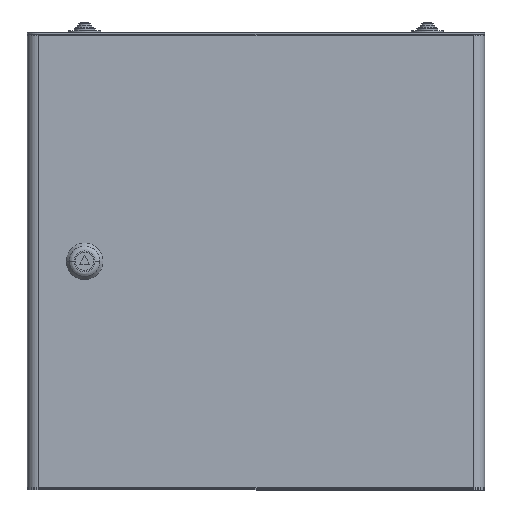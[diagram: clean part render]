
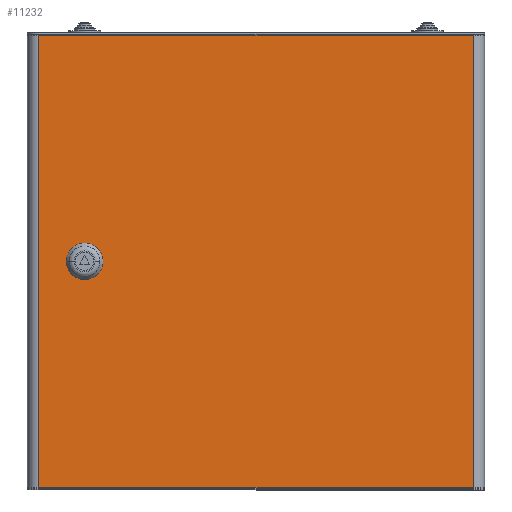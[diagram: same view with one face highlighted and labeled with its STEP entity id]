
A CAD part, top view. The second image highlights one B-rep face of the part: STEP entity #11232.
In plain terms, the highlighted planar face has unit normal (0, 0, 1).
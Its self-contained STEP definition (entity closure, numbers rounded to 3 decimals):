
#204 = EDGE_LOOP ( 'NONE', ( #13922, #7278, #8836, #3005 ) ) ;
#255 = CARTESIAN_POINT ( 'NONE',  ( -150., 198., 0. ) ) ;
#490 = VERTEX_POINT ( 'NONE', #4924 ) ;
#512 = ORIENTED_EDGE ( 'NONE', *, *, #9197, .F. ) ;
#584 = DIRECTION ( 'NONE',  ( 0., 0., 1. ) ) ;
#810 = CARTESIAN_POINT ( 'NONE',  ( -190., 0., 0. ) ) ;
#990 = EDGE_CURVE ( 'NONE', #490, #16267, #19993, .T. ) ;
#1162 = CARTESIAN_POINT ( 'NONE',  ( 190., 0., 0. ) ) ;
#1180 = PLANE ( 'NONE',  #1878 ) ;
#1239 = LINE ( 'NONE', #12685, #19481 ) ;
#1295 = VERTEX_POINT ( 'NONE', #7998 ) ;
#1723 = EDGE_CURVE ( 'NONE', #1295, #1725, #1239, .T. ) ;
#1725 = VERTEX_POINT ( 'NONE', #6379 ) ;
#1878 = AXIS2_PLACEMENT_3D ( 'NONE', #14454, #19399, #16384 ) ;
#1920 = EDGE_CURVE ( 'NONE', #17931, #17526, #5475, .T. ) ;
#2001 = ORIENTED_EDGE ( 'NONE', *, *, #16559, .F. ) ;
#2299 = CARTESIAN_POINT ( 'NONE',  ( -144.846, 208., 0. ) ) ;
#2327 = VERTEX_POINT ( 'NONE', #5077 ) ;
#2849 = CIRCLE ( 'NONE', #5925, 11.25 ) ;
#3005 = ORIENTED_EDGE ( 'NONE', *, *, #5615, .T. ) ;
#3572 = VERTEX_POINT ( 'NONE', #1162 ) ;
#3766 = CARTESIAN_POINT ( 'NONE',  ( -150., 198., 0. ) ) ;
#4679 = VECTOR ( 'NONE', #17999, 1000. ) ;
#4723 = CARTESIAN_POINT ( 'NONE',  ( -155.154, 188., 0. ) ) ;
#4740 = CARTESIAN_POINT ( 'NONE',  ( 190., 396., 0. ) ) ;
#4924 = CARTESIAN_POINT ( 'NONE',  ( -140., 203.154, 0. ) ) ;
#5061 = CARTESIAN_POINT ( 'NONE',  ( -160., 192.846, 0. ) ) ;
#5077 = CARTESIAN_POINT ( 'NONE',  ( -160., 203.154, 0. ) ) ;
#5168 = DIRECTION ( 'NONE',  ( 1., 0., 0. ) ) ;
#5475 = CIRCLE ( 'NONE', #13981, 11.25 ) ;
#5525 = DIRECTION ( 'NONE',  ( 1., 0., 0. ) ) ;
#5615 = EDGE_CURVE ( 'NONE', #1725, #14423, #18898, .T. ) ;
#5880 = EDGE_LOOP ( 'NONE', ( #14705, #17165, #512, #14089, #15459, #2001, #13142, #18282 ) ) ;
#5925 = AXIS2_PLACEMENT_3D ( 'NONE', #255, #10412, #13698 ) ;
#6379 = CARTESIAN_POINT ( 'NONE',  ( -190., 396., 0. ) ) ;
#6576 = DIRECTION ( 'NONE',  ( 0., 0., 1. ) ) ;
#6693 = DIRECTION ( 'NONE',  ( 1., 0., 0. ) ) ;
#7278 = ORIENTED_EDGE ( 'NONE', *, *, #19726, .F. ) ;
#7703 = CARTESIAN_POINT ( 'NONE',  ( -140., 192.846, 0. ) ) ;
#7747 = CIRCLE ( 'NONE', #19746, 11.25 ) ;
#7998 = CARTESIAN_POINT ( 'NONE',  ( 190., 396., 0. ) ) ;
#8078 = VECTOR ( 'NONE', #12159, 1000. ) ;
#8442 = VERTEX_POINT ( 'NONE', #14099 ) ;
#8836 = ORIENTED_EDGE ( 'NONE', *, *, #1723, .T. ) ;
#9113 = EDGE_CURVE ( 'NONE', #2327, #19646, #14614, .T. ) ;
#9197 = EDGE_CURVE ( 'NONE', #19646, #10138, #7747, .T. ) ;
#9549 = DIRECTION ( 'NONE',  ( 0., -1., 0. ) ) ;
#9795 = DIRECTION ( 'NONE',  ( 0., -1., 0. ) ) ;
#10120 = CARTESIAN_POINT ( 'NONE',  ( -144.846, 188., 0. ) ) ;
#10138 = VERTEX_POINT ( 'NONE', #13921 ) ;
#10412 = DIRECTION ( 'NONE',  ( 0., 0., 1. ) ) ;
#11232 = ADVANCED_FACE ( 'NONE', ( #17475, #15865 ), #1180, .T. ) ;
#11424 = AXIS2_PLACEMENT_3D ( 'NONE', #3766, #19826, #5168 ) ;
#11455 = DIRECTION ( 'NONE',  ( 0., -1., 0. ) ) ;
#12159 = DIRECTION ( 'NONE',  ( -1., 0., 0. ) ) ;
#12428 = LINE ( 'NONE', #7703, #12856 ) ;
#12471 = LINE ( 'NONE', #810, #8078 ) ;
#12685 = CARTESIAN_POINT ( 'NONE',  ( -190., 396., 0. ) ) ;
#12856 = VECTOR ( 'NONE', #20593, 1000. ) ;
#13064 = EDGE_CURVE ( 'NONE', #17526, #490, #12428, .T. ) ;
#13142 = ORIENTED_EDGE ( 'NONE', *, *, #990, .F. ) ;
#13203 = DIRECTION ( 'NONE',  ( -1., 0., 0. ) ) ;
#13213 = EDGE_CURVE ( 'NONE', #10138, #17931, #14666, .T. ) ;
#13447 = VECTOR ( 'NONE', #9549, 1000. ) ;
#13698 = DIRECTION ( 'NONE',  ( 1., 0., 0. ) ) ;
#13803 = LINE ( 'NONE', #17936, #17228 ) ;
#13921 = CARTESIAN_POINT ( 'NONE',  ( -155.154, 188., 0. ) ) ;
#13922 = ORIENTED_EDGE ( 'NONE', *, *, #17566, .F. ) ;
#13981 = AXIS2_PLACEMENT_3D ( 'NONE', #15369, #584, #5525 ) ;
#14089 = ORIENTED_EDGE ( 'NONE', *, *, #9113, .F. ) ;
#14099 = CARTESIAN_POINT ( 'NONE',  ( -155.154, 208., 0. ) ) ;
#14400 = DIRECTION ( 'NONE',  ( -1., 0., 0. ) ) ;
#14423 = VERTEX_POINT ( 'NONE', #16067 ) ;
#14454 = CARTESIAN_POINT ( 'NONE',  ( -190., 396., 0. ) ) ;
#14614 = LINE ( 'NONE', #16004, #19393 ) ;
#14665 = CARTESIAN_POINT ( 'NONE',  ( -190., 396., 0. ) ) ;
#14666 = LINE ( 'NONE', #4723, #4679 ) ;
#14705 = ORIENTED_EDGE ( 'NONE', *, *, #1920, .F. ) ;
#14722 = CARTESIAN_POINT ( 'NONE',  ( -150., 198., 0. ) ) ;
#14956 = CARTESIAN_POINT ( 'NONE',  ( -140., 192.846, 0. ) ) ;
#15369 = CARTESIAN_POINT ( 'NONE',  ( -150., 198., 0. ) ) ;
#15459 = ORIENTED_EDGE ( 'NONE', *, *, #16488, .F. ) ;
#15865 = FACE_OUTER_BOUND ( 'NONE', #204, .T. ) ;
#16004 = CARTESIAN_POINT ( 'NONE',  ( -160., 192.846, 0. ) ) ;
#16067 = CARTESIAN_POINT ( 'NONE',  ( -190., 0., 0. ) ) ;
#16193 = LINE ( 'NONE', #4740, #13447 ) ;
#16267 = VERTEX_POINT ( 'NONE', #2299 ) ;
#16384 = DIRECTION ( 'NONE',  ( 1., 0., 0. ) ) ;
#16488 = EDGE_CURVE ( 'NONE', #8442, #2327, #2849, .T. ) ;
#16559 = EDGE_CURVE ( 'NONE', #16267, #8442, #13803, .T. ) ;
#17165 = ORIENTED_EDGE ( 'NONE', *, *, #13213, .F. ) ;
#17228 = VECTOR ( 'NONE', #13203, 1000. ) ;
#17475 = FACE_BOUND ( 'NONE', #5880, .T. ) ;
#17526 = VERTEX_POINT ( 'NONE', #14956 ) ;
#17566 = EDGE_CURVE ( 'NONE', #3572, #14423, #12471, .T. ) ;
#17931 = VERTEX_POINT ( 'NONE', #10120 ) ;
#17936 = CARTESIAN_POINT ( 'NONE',  ( -155.154, 208., 0. ) ) ;
#17999 = DIRECTION ( 'NONE',  ( 1., 0., 0. ) ) ;
#18282 = ORIENTED_EDGE ( 'NONE', *, *, #13064, .F. ) ;
#18898 = LINE ( 'NONE', #14665, #20285 ) ;
#19393 = VECTOR ( 'NONE', #9795, 1000. ) ;
#19399 = DIRECTION ( 'NONE',  ( 0., 0., 1. ) ) ;
#19481 = VECTOR ( 'NONE', #14400, 1000. ) ;
#19646 = VERTEX_POINT ( 'NONE', #5061 ) ;
#19726 = EDGE_CURVE ( 'NONE', #1295, #3572, #16193, .T. ) ;
#19746 = AXIS2_PLACEMENT_3D ( 'NONE', #14722, #6576, #6693 ) ;
#19826 = DIRECTION ( 'NONE',  ( 0., 0., 1. ) ) ;
#19993 = CIRCLE ( 'NONE', #11424, 11.25 ) ;
#20285 = VECTOR ( 'NONE', #11455, 1000. ) ;
#20593 = DIRECTION ( 'NONE',  ( 0., 1., 0. ) ) ;
